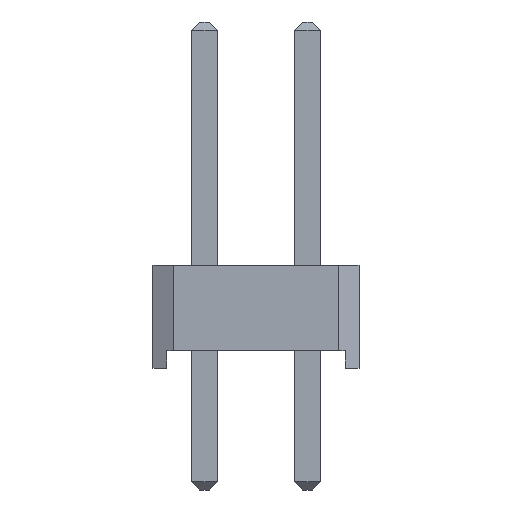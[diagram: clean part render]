
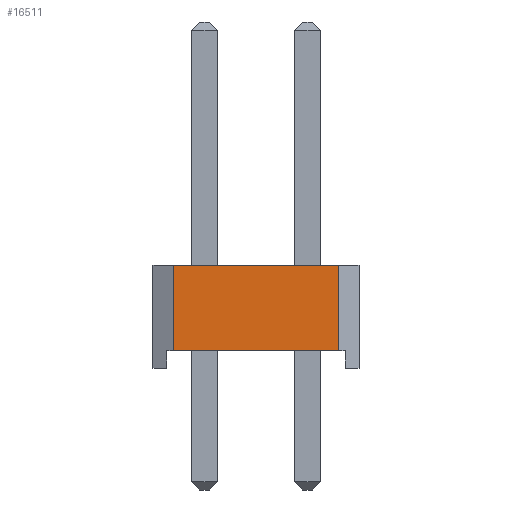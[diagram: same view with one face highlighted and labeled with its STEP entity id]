
A CAD part, front view. The second image highlights one B-rep face of the part: STEP entity #16511.
In plain terms, the highlighted face is planar.
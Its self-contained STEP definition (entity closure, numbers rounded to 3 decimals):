
#628=ORIENTED_EDGE('',*,*,#3790,.T.);
#629=ORIENTED_EDGE('',*,*,#3576,.T.);
#630=ORIENTED_EDGE('',*,*,#3791,.F.);
#631=ORIENTED_EDGE('',*,*,#3684,.F.);
#3576=EDGE_CURVE('',#5232,#5233,#6256,.T.);
#3684=EDGE_CURVE('',#5264,#5265,#6364,.T.);
#3790=EDGE_CURVE('',#5264,#5232,#6470,.T.);
#3791=EDGE_CURVE('',#5265,#5233,#6471,.T.);
#5232=VERTEX_POINT('',#21377);
#5233=VERTEX_POINT('',#21378);
#5264=VERTEX_POINT('',#21546);
#5265=VERTEX_POINT('',#21548);
#6256=LINE('',#21376,#7912);
#6364=LINE('',#21547,#8020);
#6470=LINE('',#21715,#8126);
#6471=LINE('',#21716,#8127);
#7912=VECTOR('',#18150,1000.);
#8020=VECTOR('',#18318,1000.);
#8126=VECTOR('',#18486,1000.);
#8127=VECTOR('',#18487,1000.);
#9449=EDGE_LOOP('',(#628,#629,#630,#631));
#10203=FACE_BOUND('',#9449,.T.);
#10957=PLANE('',#17212);
#16511=ADVANCED_FACE('',(#10203),#10957,.F.);
#17212=AXIS2_PLACEMENT_3D('',#21714,#18484,#18485);
#18150=DIRECTION('',(0.,1.,0.));
#18318=DIRECTION('',(0.,1.,0.));
#18484=DIRECTION('',(-1.,0.,0.));
#18485=DIRECTION('',(0.,0.,1.));
#18486=DIRECTION('',(0.,0.,-1.));
#18487=DIRECTION('',(0.,0.,-1.));
#21376=CARTESIAN_POINT('',(19.05,0.,-3.31));
#21377=CARTESIAN_POINT('',(19.05,-0.832,-3.31));
#21378=CARTESIAN_POINT('',(19.05,1.27,-3.31));
#21546=CARTESIAN_POINT('',(19.05,-0.832,0.77));
#21547=CARTESIAN_POINT('',(19.05,0.,0.77));
#21548=CARTESIAN_POINT('',(19.05,1.27,0.77));
#21714=CARTESIAN_POINT('',(19.05,0.,0.));
#21715=CARTESIAN_POINT('',(19.05,-0.832,0.93));
#21716=CARTESIAN_POINT('',(19.05,1.27,1.27));
